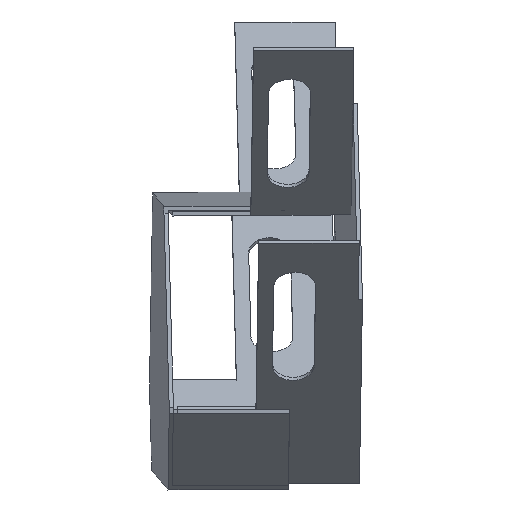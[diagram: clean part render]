
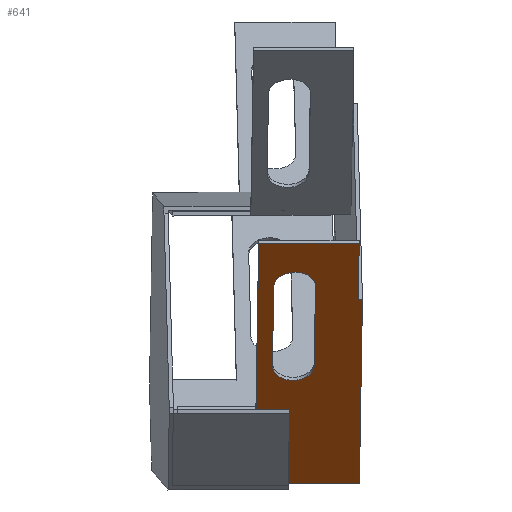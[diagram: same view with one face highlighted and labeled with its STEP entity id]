
A CAD part, left-side view. The second image highlights one B-rep face of the part: STEP entity #641.
In plain terms, the highlighted planar face has unit normal (-0.688, -0.02, -0.726).
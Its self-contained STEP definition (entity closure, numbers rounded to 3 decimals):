
#6 = AXIS2_PLACEMENT_3D ( 'NONE', #1694, #361, #1903 ) ;
#30 = AXIS2_PLACEMENT_3D ( 'NONE', #1684, #354, #1897 ) ;
#41 = EDGE_CURVE ( 'NONE', #1280, #1330, #870, .T. ) ;
#55 = CARTESIAN_POINT ( 'NONE',  ( -243.033, 1.504, 34.551 ) ) ;
#89 = CARTESIAN_POINT ( 'NONE',  ( -267.048, 10.307, 57.056 ) ) ;
#103 = CARTESIAN_POINT ( 'NONE',  ( -243.647, 18.675, 34.67 ) ) ;
#122 = EDGE_CURVE ( 'NONE', #2845, #1330, #820, .T. ) ;
#191 = EDGE_CURVE ( 'NONE', #1072, #2555, #766, .T. ) ;
#195 = CARTESIAN_POINT ( 'NONE',  ( -267.222, 18.304, 57.005 ) ) ;
#213 = EDGE_CURVE ( 'NONE', #2555, #1685, #752, .T. ) ;
#234 = VECTOR ( 'NONE', #2395, 1000. ) ;
#242 = LINE ( 'NONE', #397, #234 ) ;
#253 = CARTESIAN_POINT ( 'NONE',  ( -280.105, 1.9, 69.648 ) ) ;
#267 = DIRECTION ( 'NONE',  ( -0.022, 1., -0.006 ) ) ;
#322 = EDGE_CURVE ( 'NONE', #1685, #2957, #647, .T. ) ;
#331 = FACE_OUTER_BOUND ( 'NONE', #2576, .T. ) ;
#339 = FACE_BOUND ( 'NONE', #1785, .T. ) ;
#354 = DIRECTION ( 'NONE',  ( 0.687, 0.02, 0.726 ) ) ;
#361 = DIRECTION ( 'NONE',  ( 0.687, 0.02, 0.726 ) ) ;
#397 = CARTESIAN_POINT ( 'NONE',  ( -254.65, 1.501, 45.553 ) ) ;
#400 = EDGE_CURVE ( 'NONE', #2957, #1280, #567, .T. ) ;
#418 = EDGE_CURVE ( 'NONE', #1506, #2283, #578, .T. ) ;
#421 = DIRECTION ( 'NONE',  ( -0.726, -0.011, 0.688 ) ) ;
#434 = CARTESIAN_POINT ( 'NONE',  ( -243.473, 10.678, 34.721 ) ) ;
#453 = CARTESIAN_POINT ( 'NONE',  ( -243.295, 2.48, 34.773 ) ) ;
#456 = EDGE_CURVE ( 'NONE', #2283, #906, #532, .T. ) ;
#457 = CARTESIAN_POINT ( 'NONE',  ( -291.967, 20.915, 80.368 ) ) ;
#465 = EDGE_CURVE ( 'NONE', #906, #2630, #525, .T. ) ;
#478 = EDGE_CURVE ( 'NONE', #2630, #1506, #529, .T. ) ;
#489 = CARTESIAN_POINT ( 'NONE',  ( -258.577, 21.441, 48.733 ) ) ;
#490 = LINE ( 'NONE', #2496, #498 ) ;
#498 = VECTOR ( 'NONE', #1157, 1000. ) ;
#506 = EDGE_CURVE ( 'NONE', #1072, #1043, #490, .T. ) ;
#521 = VECTOR ( 'NONE', #1150, 1000. ) ;
#525 = LINE ( 'NONE', #434, #521 ) ;
#529 = CIRCLE ( 'NONE', #6, 4. ) ;
#532 = CIRCLE ( 'NONE', #30, 4. ) ;
#542 = VECTOR ( 'NONE', #421, 1000. ) ;
#558 = VECTOR ( 'NONE', #750, 1000. ) ;
#567 = LINE ( 'NONE', #489, #558 ) ;
#578 = LINE ( 'NONE', #103, #542 ) ;
#635 = VECTOR ( 'NONE', #2633, 1000. ) ;
#641 = ADVANCED_FACE ( 'NONE', ( #339, #331 ), #1361, .F. ) ;
#647 = LINE ( 'NONE', #1872, #635 ) ;
#725 = EDGE_CURVE ( 'NONE', #2845, #1043, #242, .T. ) ;
#726 = VECTOR ( 'NONE', #1923, 1000. ) ;
#750 = DIRECTION ( 'NONE',  ( -0.022, 1., -0.006 ) ) ;
#752 = LINE ( 'NONE', #2779, #726 ) ;
#757 = VECTOR ( 'NONE', #2215, 1000. ) ;
#766 = LINE ( 'NONE', #1971, #757 ) ;
#813 = VECTOR ( 'NONE', #267, 1000. ) ;
#820 = LINE ( 'NONE', #55, #813 ) ;
#851 = VECTOR ( 'NONE', #2371, 1000. ) ;
#870 = LINE ( 'NONE', #2032, #851 ) ;
#906 = VERTEX_POINT ( 'NONE', #2513 ) ;
#991 = CARTESIAN_POINT ( 'NONE',  ( -243.799, 36.675, 34.327 ) ) ;
#1043 = VERTEX_POINT ( 'NONE', #2521 ) ;
#1072 = VERTEX_POINT ( 'NONE', #253 ) ;
#1150 = DIRECTION ( 'NONE',  ( 0.726, 0.011, -0.688 ) ) ;
#1157 = DIRECTION ( 'NONE',  ( 0.022, -1., 0.006 ) ) ;
#1269 = CARTESIAN_POINT ( 'NONE',  ( -243.037, 1.684, 34.55 ) ) ;
#1280 = VERTEX_POINT ( 'NONE', #2533 ) ;
#1330 = VERTEX_POINT ( 'NONE', #991 ) ;
#1361 = PLANE ( 'NONE',  #1595 ) ;
#1372 = DIRECTION ( 'NONE',  ( 0.726, 0.011, -0.688 ) ) ;
#1506 = VERTEX_POINT ( 'NONE', #195 ) ;
#1595 = AXIS2_PLACEMENT_3D ( 'NONE', #453, #2809, #1372 ) ;
#1611 = CARTESIAN_POINT ( 'NONE',  ( -283.191, 18.053, 72.135 ) ) ;
#1683 = ORIENTED_EDGE ( 'NONE', *, *, #418, .T. ) ;
#1684 = CARTESIAN_POINT ( 'NONE',  ( -283.104, 14.054, 72.16 ) ) ;
#1685 = VERTEX_POINT ( 'NONE', #457 ) ;
#1690 = ORIENTED_EDGE ( 'NONE', *, *, #456, .T. ) ;
#1693 = ORIENTED_EDGE ( 'NONE', *, *, #465, .T. ) ;
#1694 = CARTESIAN_POINT ( 'NONE',  ( -267.135, 14.306, 57.03 ) ) ;
#1698 = ORIENTED_EDGE ( 'NONE', *, *, #478, .T. ) ;
#1699 = ORIENTED_EDGE ( 'NONE', *, *, #122, .F. ) ;
#1703 = ORIENTED_EDGE ( 'NONE', *, *, #725, .T. ) ;
#1704 = ORIENTED_EDGE ( 'NONE', *, *, #506, .F. ) ;
#1706 = ORIENTED_EDGE ( 'NONE', *, *, #191, .T. ) ;
#1712 = ORIENTED_EDGE ( 'NONE', *, *, #213, .T. ) ;
#1713 = ORIENTED_EDGE ( 'NONE', *, *, #322, .T. ) ;
#1718 = ORIENTED_EDGE ( 'NONE', *, *, #400, .T. ) ;
#1726 = ORIENTED_EDGE ( 'NONE', *, *, #41, .T. ) ;
#1785 = EDGE_LOOP ( 'NONE', ( #1683, #1690, #1693, #1698 ) ) ;
#1872 = CARTESIAN_POINT ( 'NONE',  ( -258.577, 21.441, 48.733 ) ) ;
#1897 = DIRECTION ( 'NONE',  ( 0.726, 0.011, -0.688 ) ) ;
#1903 = DIRECTION ( 'NONE',  ( 0.726, 0.011, -0.688 ) ) ;
#1923 = DIRECTION ( 'NONE',  ( -0.022, 1., -0.006 ) ) ;
#1971 = CARTESIAN_POINT ( 'NONE',  ( -291.549, 1.72, 80.491 ) ) ;
#2032 = CARTESIAN_POINT ( 'NONE',  ( -258.903, 36.437, 48.637 ) ) ;
#2035 = CARTESIAN_POINT ( 'NONE',  ( -291.549, 1.72, 80.491 ) ) ;
#2215 = DIRECTION ( 'NONE',  ( -0.726, -0.011, 0.688 ) ) ;
#2283 = VERTEX_POINT ( 'NONE', #1611 ) ;
#2371 = DIRECTION ( 'NONE',  ( 0.726, 0.011, -0.688 ) ) ;
#2395 = DIRECTION ( 'NONE',  ( -0.726, -0.011, 0.688 ) ) ;
#2496 = CARTESIAN_POINT ( 'NONE',  ( -280.105, 1.9, 69.648 ) ) ;
#2513 = CARTESIAN_POINT ( 'NONE',  ( -283.017, 10.055, 72.186 ) ) ;
#2521 = CARTESIAN_POINT ( 'NONE',  ( -280.088, 1.101, 69.653 ) ) ;
#2533 = CARTESIAN_POINT ( 'NONE',  ( -258.903, 36.437, 48.637 ) ) ;
#2555 = VERTEX_POINT ( 'NONE', #2035 ) ;
#2576 = EDGE_LOOP ( 'NONE', ( #1699, #1703, #1704, #1706, #1712, #1713, #1718, #1726 ) ) ;
#2630 = VERTEX_POINT ( 'NONE', #89 ) ;
#2633 = DIRECTION ( 'NONE',  ( 0.726, 0.011, -0.688 ) ) ;
#2779 = CARTESIAN_POINT ( 'NONE',  ( -291.967, 20.915, 80.368 ) ) ;
#2809 = DIRECTION ( 'NONE',  ( 0.687, 0.02, 0.726 ) ) ;
#2845 = VERTEX_POINT ( 'NONE', #1269 ) ;
#2936 = CARTESIAN_POINT ( 'NONE',  ( -258.577, 21.441, 48.733 ) ) ;
#2957 = VERTEX_POINT ( 'NONE', #2936 ) ;
